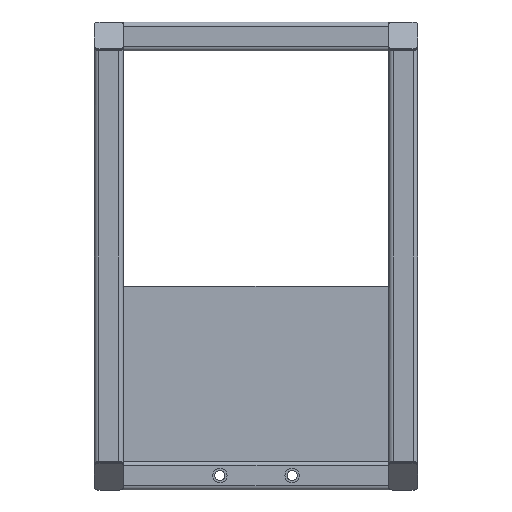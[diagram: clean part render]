
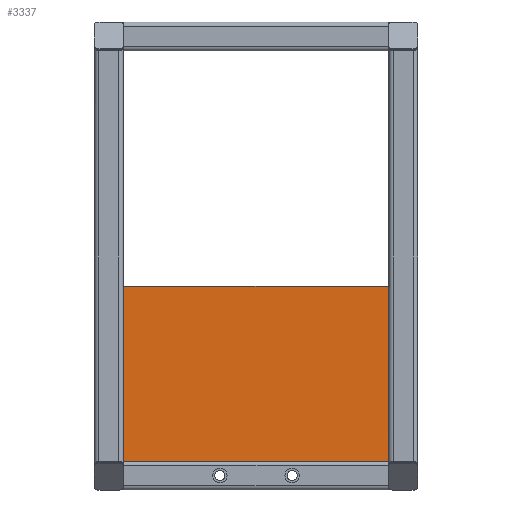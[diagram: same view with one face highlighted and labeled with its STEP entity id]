
A CAD part, front view. The second image highlights one B-rep face of the part: STEP entity #3337.
In plain terms, the highlighted planar face has unit normal (0, -1, 0).
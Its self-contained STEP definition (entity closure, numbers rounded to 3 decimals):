
#5 = CARTESIAN_POINT ( 'NONE',  ( 0., -295., 0. ) ) ;
#19 = ORIENTED_EDGE ( 'NONE', *, *, #1824, .F. ) ;
#238 = VECTOR ( 'NONE', #5377, 1000. ) ;
#244 = EDGE_CURVE ( 'NONE', #5948, #5533, #1366, .T. ) ;
#311 = DIRECTION ( 'NONE',  ( 1., 0., 0. ) ) ;
#418 = LINE ( 'NONE', #6584, #4442 ) ;
#1181 = AXIS2_PLACEMENT_3D ( 'NONE', #5, #2094, #5786 ) ;
#1219 = LINE ( 'NONE', #4094, #6660 ) ;
#1366 = LINE ( 'NONE', #5711, #6638 ) ;
#1601 = LINE ( 'NONE', #3250, #238 ) ;
#1824 = EDGE_CURVE ( 'NONE', #5533, #6582, #1219, .T. ) ;
#2094 = DIRECTION ( 'NONE',  ( 0., 1., 0. ) ) ;
#2263 = DIRECTION ( 'NONE',  ( 0., 0., -1. ) ) ;
#2431 = EDGE_CURVE ( 'NONE', #5034, #5948, #418, .T. ) ;
#2894 = ORIENTED_EDGE ( 'NONE', *, *, #2431, .F. ) ;
#3250 = CARTESIAN_POINT ( 'NONE',  ( -213.516, -295., -587. ) ) ;
#3265 = FACE_OUTER_BOUND ( 'NONE', #3980, .T. ) ;
#3337 = ADVANCED_FACE ( 'NONE', ( #3265 ), #3677, .F. ) ;
#3677 = PLANE ( 'NONE',  #1181 ) ;
#3980 = EDGE_LOOP ( 'NONE', ( #5724, #19, #4980, #2894 ) ) ;
#4094 = CARTESIAN_POINT ( 'NONE',  ( -213.516, -295., -587. ) ) ;
#4442 = VECTOR ( 'NONE', #311, 1000. ) ;
#4735 = CARTESIAN_POINT ( 'NONE',  ( 213.516, -295., -587. ) ) ;
#4980 = ORIENTED_EDGE ( 'NONE', *, *, #244, .F. ) ;
#4998 = CARTESIAN_POINT ( 'NONE',  ( -213.516, -295., -345. ) ) ;
#5034 = VERTEX_POINT ( 'NONE', #4998 ) ;
#5377 = DIRECTION ( 'NONE',  ( 0., 0., 1. ) ) ;
#5533 = VERTEX_POINT ( 'NONE', #4735 ) ;
#5639 = DIRECTION ( 'NONE',  ( -1., 0., 0. ) ) ;
#5711 = CARTESIAN_POINT ( 'NONE',  ( 213.516, -295., -587. ) ) ;
#5724 = ORIENTED_EDGE ( 'NONE', *, *, #6139, .F. ) ;
#5740 = CARTESIAN_POINT ( 'NONE',  ( -213.516, -295., -587. ) ) ;
#5786 = DIRECTION ( 'NONE',  ( 0., 0., 1. ) ) ;
#5948 = VERTEX_POINT ( 'NONE', #6211 ) ;
#6139 = EDGE_CURVE ( 'NONE', #6582, #5034, #1601, .T. ) ;
#6211 = CARTESIAN_POINT ( 'NONE',  ( 213.516, -295., -345. ) ) ;
#6582 = VERTEX_POINT ( 'NONE', #5740 ) ;
#6584 = CARTESIAN_POINT ( 'NONE',  ( -213.516, -295., -345. ) ) ;
#6638 = VECTOR ( 'NONE', #2263, 1000. ) ;
#6660 = VECTOR ( 'NONE', #5639, 1000. ) ;
